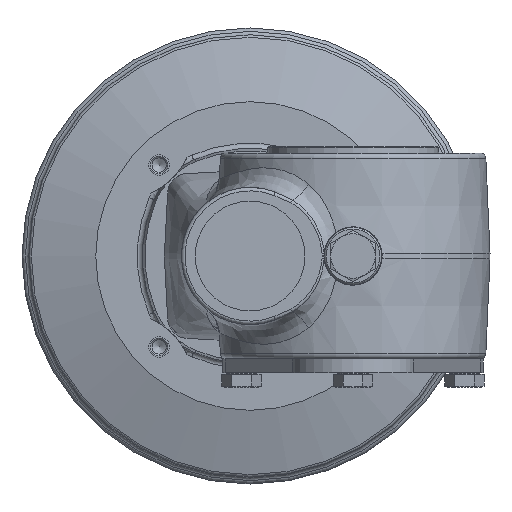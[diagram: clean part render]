
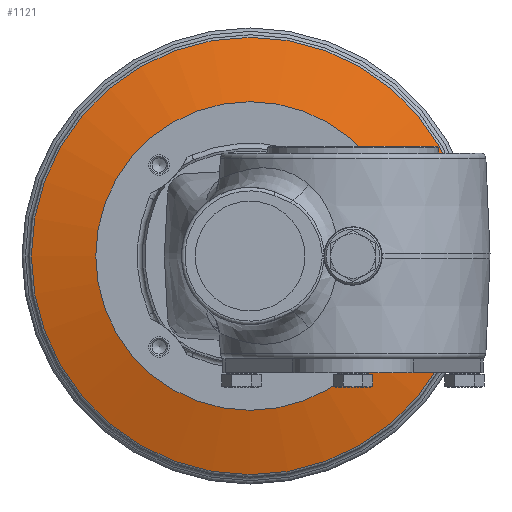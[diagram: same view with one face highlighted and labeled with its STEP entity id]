
A CAD part, left-side view. The second image highlights one B-rep face of the part: STEP entity #1121.
In plain terms, the highlighted conical face has half-angle 74.249 degrees and reference radius 64.5 mm.
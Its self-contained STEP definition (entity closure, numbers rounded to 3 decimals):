
#1121 = ADVANCED_FACE( '', ( #2572, #2573 ), #2574, .T. );
#2572 = FACE_OUTER_BOUND( '', #6555, .T. );
#2573 = FACE_BOUND( '', #6556, .T. );
#2574 = CONICAL_SURFACE( '', #6557, 64.5, 1.296 );
#6555 = EDGE_LOOP( '', ( #10855 ) );
#6556 = EDGE_LOOP( '', ( #10856 ) );
#6557 = AXIS2_PLACEMENT_3D( '', #10857, #10858, #10859 );
#10855 = ORIENTED_EDGE( '', *, *, #13337, .T. );
#10856 = ORIENTED_EDGE( '', *, *, #12459, .T. );
#10857 = CARTESIAN_POINT( '', ( 68., 30., 0. ) );
#10858 = DIRECTION( '', ( 1., 0., 0. ) );
#10859 = DIRECTION( '', ( 0., 1., 0. ) );
#12459 = EDGE_CURVE( '', #13978, #13978, #13979, .T. );
#13337 = EDGE_CURVE( '', #15294, #15294, #15295, .T. );
#13978 = VERTEX_POINT( '', #16392 );
#13979 = CIRCLE( '', #16393, 45. );
#15294 = VERTEX_POINT( '', #19648 );
#15295 = CIRCLE( '', #19649, 63.771 );
#16392 = CARTESIAN_POINT( '', ( 62.5, 75., 0. ) );
#16393 = AXIS2_PLACEMENT_3D( '', #20831, #20832, #20833 );
#19648 = CARTESIAN_POINT( '', ( 67.795, -33.771, 0. ) );
#19649 = AXIS2_PLACEMENT_3D( '', #21889, #21890, #21891 );
#20831 = CARTESIAN_POINT( '', ( 62.5, 30., 0. ) );
#20832 = DIRECTION( '', ( 1., 0., 0. ) );
#20833 = DIRECTION( '', ( 0., 1., 0. ) );
#21889 = CARTESIAN_POINT( '', ( 67.795, 30., 0. ) );
#21890 = DIRECTION( '', ( -1., 0., 0. ) );
#21891 = DIRECTION( '', ( 0., -1., 0. ) );
